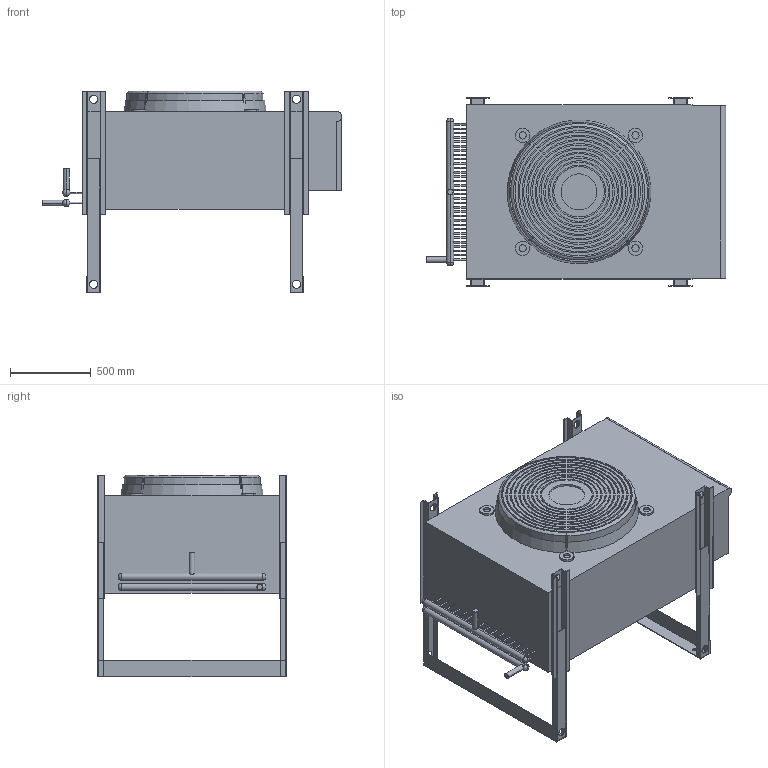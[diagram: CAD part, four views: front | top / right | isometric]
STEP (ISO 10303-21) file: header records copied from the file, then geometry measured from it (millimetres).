
FILE_DESCRIPTION(('starvars output'),'1');
FILE_NAME('cv20250326025607000054349.stp','02:56:08 2025/03/26',('Thomas Industrial Network Germany GmbH'),(' '),'Spatial InterOp 3D',' ',' ');
FILE_SCHEMA(('AUTOMOTIVE_DESIGN { 1 0 10303 214 3 1 1 }'));
Length unit declared in the file: millimetre
Products named in the file (1): 1
Bounding box: 1854.2 x 1165.22 x 1247.9 mm (x, y, z)
Volume: 1030664028.7 mm3; surface area: 11667228.8 mm2
Topology: 3 solids, 3 shells, 466 faces, 1406 edges, 921 vertices
Faces by surface type: plane 236, cylinder 214, sphere 8, torus 4, cone 4
Entity records: 22601 total; most frequent: CARTESIAN_POINT 5818, ORIENTED_EDGE 2780, DIRECTION 2600, EDGE_CURVE 1390, VERTEX_POINT 921, AXIS2_PLACEMENT_3D 884, LINE 832, VECTOR 832
